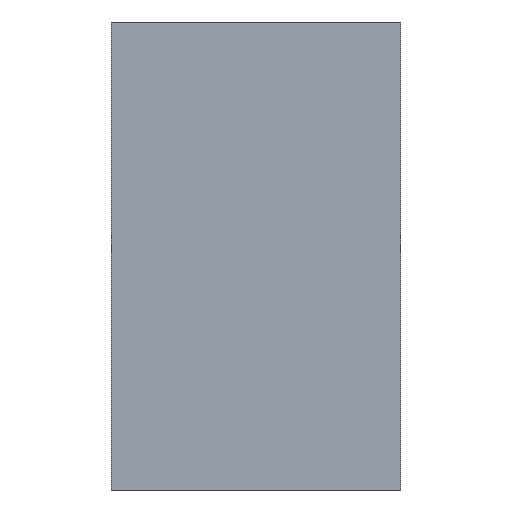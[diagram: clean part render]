
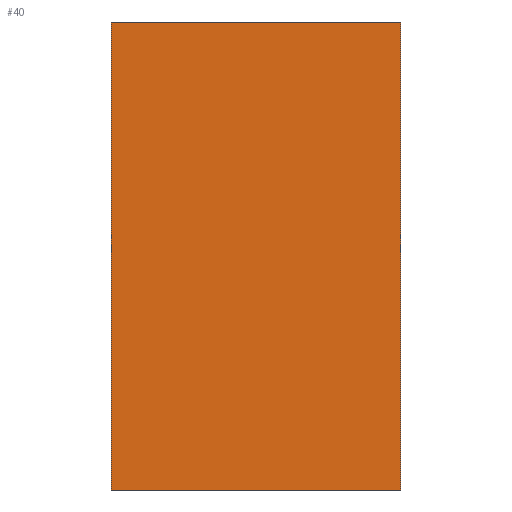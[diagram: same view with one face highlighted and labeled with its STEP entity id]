
A CAD part, left-side view. The second image highlights one B-rep face of the part: STEP entity #40.
In plain terms, the highlighted planar face has unit normal (-1, 0, 0).
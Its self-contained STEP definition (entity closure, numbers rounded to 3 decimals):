
#40 = ADVANCED_FACE( '', ( #86 ), #87, .F. );
#86 = FACE_OUTER_BOUND( '', #135, .T. );
#87 = PLANE( '', #136 );
#135 = EDGE_LOOP( '', ( #187, #188, #189, #190 ) );
#136 = AXIS2_PLACEMENT_3D( '', #191, #192, #193 );
#187 = ORIENTED_EDGE( '', *, *, #252, .T. );
#188 = ORIENTED_EDGE( '', *, *, #256, .F. );
#189 = ORIENTED_EDGE( '', *, *, #257, .F. );
#190 = ORIENTED_EDGE( '', *, *, #258, .T. );
#191 = CARTESIAN_POINT( '', ( -498., 42., 136. ) );
#192 = DIRECTION( '', ( 1., 0., 0. ) );
#193 = DIRECTION( '', ( 0., 0., -1. ) );
#252 = EDGE_CURVE( '', #285, #289, #291, .T. );
#256 = EDGE_CURVE( '', #296, #289, #297, .T. );
#257 = EDGE_CURVE( '', #298, #296, #299, .T. );
#258 = EDGE_CURVE( '', #298, #285, #300, .T. );
#285 = VERTEX_POINT( '', #331 );
#289 = VERTEX_POINT( '', #337 );
#291 = LINE( '', #340, #341 );
#296 = VERTEX_POINT( '', #346 );
#297 = LINE( '', #347, #348 );
#298 = VERTEX_POINT( '', #349 );
#299 = LINE( '', #350, #351 );
#300 = LINE( '', #352, #353 );
#331 = CARTESIAN_POINT( '', ( -498., 42., 0. ) );
#337 = CARTESIAN_POINT( '', ( -498., -42., 0. ) );
#340 = CARTESIAN_POINT( '', ( -498., 42., 0. ) );
#341 = VECTOR( '', #394, 1000. );
#346 = CARTESIAN_POINT( '', ( -498., -42., 136. ) );
#347 = CARTESIAN_POINT( '', ( -498., -42., 136. ) );
#348 = VECTOR( '', #398, 1000. );
#349 = CARTESIAN_POINT( '', ( -498., 42., 136. ) );
#350 = CARTESIAN_POINT( '', ( -498., 42., 136. ) );
#351 = VECTOR( '', #399, 1000. );
#352 = CARTESIAN_POINT( '', ( -498., 42., 136. ) );
#353 = VECTOR( '', #400, 1000. );
#394 = DIRECTION( '', ( 0., -1., 0. ) );
#398 = DIRECTION( '', ( 0., 0., -1. ) );
#399 = DIRECTION( '', ( 0., -1., 0. ) );
#400 = DIRECTION( '', ( 0., 0., -1. ) );
